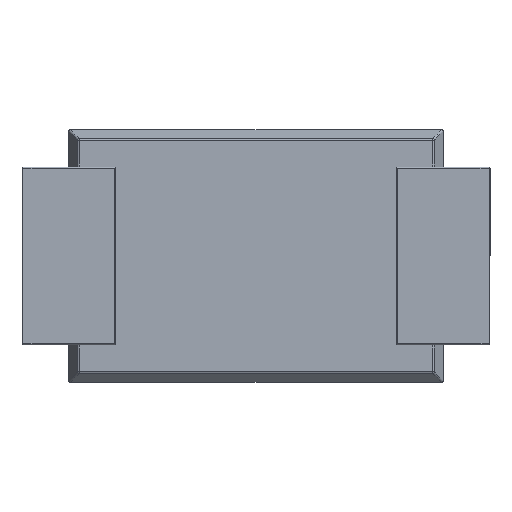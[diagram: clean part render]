
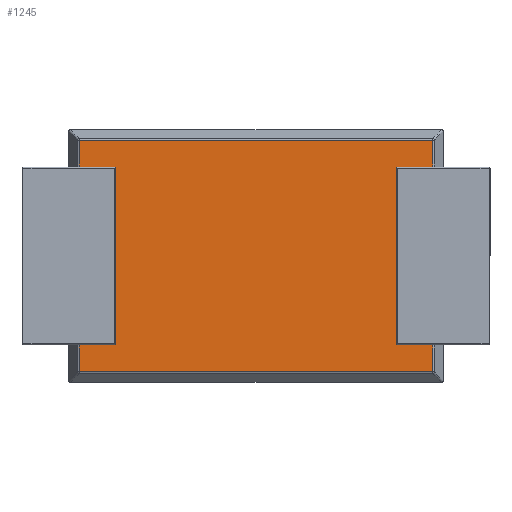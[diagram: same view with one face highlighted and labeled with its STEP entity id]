
A CAD part, front view. The second image highlights one B-rep face of the part: STEP entity #1245.
In plain terms, the highlighted planar face has unit normal (0, -1, 0).
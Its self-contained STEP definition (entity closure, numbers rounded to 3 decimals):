
#50 = CARTESIAN_POINT ( 'NONE',  ( 0., 0., 0. ) ) ;
#307 = VERTEX_POINT ( 'NONE', #5168 ) ;
#368 = LINE ( 'NONE', #6355, #7396 ) ;
#530 = EDGE_CURVE ( 'NONE', #1068, #9921, #5714, .T. ) ;
#796 = CARTESIAN_POINT ( 'NONE',  ( -1.888, 0., -1.238 ) ) ;
#815 = VERTEX_POINT ( 'NONE', #821 ) ;
#821 = CARTESIAN_POINT ( 'NONE',  ( -1.5, 0., 0.95 ) ) ;
#947 = VECTOR ( 'NONE', #7559, 1000. ) ;
#980 = VERTEX_POINT ( 'NONE', #5680 ) ;
#999 = VERTEX_POINT ( 'NONE', #4003 ) ;
#1068 = VERTEX_POINT ( 'NONE', #4338 ) ;
#1149 = ORIENTED_EDGE ( 'NONE', *, *, #9122, .T. ) ;
#1245 = ADVANCED_FACE ( 'NONE', ( #8597 ), #2841, .F. ) ;
#1289 = VERTEX_POINT ( 'NONE', #8761 ) ;
#1690 = LINE ( 'NONE', #5104, #10293 ) ;
#1699 = DIRECTION ( 'NONE',  ( 0., 0., 1. ) ) ;
#1836 = VECTOR ( 'NONE', #1699, 1000. ) ;
#1954 = VECTOR ( 'NONE', #3967, 1000. ) ;
#2034 = EDGE_LOOP ( 'NONE', ( #7892, #3229, #6669, #9650, #3247, #10124, #9756, #8668, #5028, #7736, #10304, #1149 ) ) ;
#2336 = EDGE_CURVE ( 'NONE', #3082, #307, #4967, .T. ) ;
#2378 = VECTOR ( 'NONE', #8164, 1000. ) ;
#2395 = DIRECTION ( 'NONE',  ( 1., 0., 0. ) ) ;
#2841 = PLANE ( 'NONE',  #6295 ) ;
#2910 = CARTESIAN_POINT ( 'NONE',  ( 1.5, 0., -0.95 ) ) ;
#3082 = VERTEX_POINT ( 'NONE', #3275 ) ;
#3229 = ORIENTED_EDGE ( 'NONE', *, *, #7826, .T. ) ;
#3247 = ORIENTED_EDGE ( 'NONE', *, *, #5136, .T. ) ;
#3275 = CARTESIAN_POINT ( 'NONE',  ( -1.5, 0., -0.95 ) ) ;
#3393 = VERTEX_POINT ( 'NONE', #4599 ) ;
#3461 = DIRECTION ( 'NONE',  ( 0., 0., 1. ) ) ;
#3556 = CARTESIAN_POINT ( 'NONE',  ( 1.5, 0., 0. ) ) ;
#3588 = EDGE_CURVE ( 'NONE', #6590, #1289, #10856, .T. ) ;
#3967 = DIRECTION ( 'NONE',  ( -1., 0., 0. ) ) ;
#4003 = CARTESIAN_POINT ( 'NONE',  ( 1.888, 0., -1.238 ) ) ;
#4144 = CARTESIAN_POINT ( 'NONE',  ( 1.888, 0., 1.25 ) ) ;
#4338 = CARTESIAN_POINT ( 'NONE',  ( 1.888, 0., -0.95 ) ) ;
#4599 = CARTESIAN_POINT ( 'NONE',  ( 1.888, 0., 1.238 ) ) ;
#4712 = CARTESIAN_POINT ( 'NONE',  ( -1.888, 0., 0.95 ) ) ;
#4967 = LINE ( 'NONE', #8169, #1954 ) ;
#5002 = EDGE_CURVE ( 'NONE', #9921, #6590, #7646, .T. ) ;
#5028 = ORIENTED_EDGE ( 'NONE', *, *, #5002, .T. ) ;
#5104 = CARTESIAN_POINT ( 'NONE',  ( -1.888, 0., -1.25 ) ) ;
#5110 = CARTESIAN_POINT ( 'NONE',  ( -1.9, 0., 1.238 ) ) ;
#5136 = EDGE_CURVE ( 'NONE', #307, #10263, #368, .T. ) ;
#5168 = CARTESIAN_POINT ( 'NONE',  ( -1.888, 0., -0.95 ) ) ;
#5540 = CARTESIAN_POINT ( 'NONE',  ( 0., 0., -0.95 ) ) ;
#5619 = VECTOR ( 'NONE', #9455, 1000. ) ;
#5680 = CARTESIAN_POINT ( 'NONE',  ( -1.888, 0., 1.238 ) ) ;
#5714 = LINE ( 'NONE', #5540, #7560 ) ;
#5746 = LINE ( 'NONE', #9243, #10479 ) ;
#5923 = EDGE_CURVE ( 'NONE', #980, #9515, #1690, .T. ) ;
#6295 = AXIS2_PLACEMENT_3D ( 'NONE', #50, #9524, #3461 ) ;
#6355 = CARTESIAN_POINT ( 'NONE',  ( -1.888, 0., -1.25 ) ) ;
#6377 = EDGE_CURVE ( 'NONE', #10263, #999, #5746, .T. ) ;
#6567 = DIRECTION ( 'NONE',  ( -1., 0., 0. ) ) ;
#6590 = VERTEX_POINT ( 'NONE', #7846 ) ;
#6669 = ORIENTED_EDGE ( 'NONE', *, *, #6747, .T. ) ;
#6729 = CARTESIAN_POINT ( 'NONE',  ( 0., 0., 0.95 ) ) ;
#6747 = EDGE_CURVE ( 'NONE', #815, #3082, #8451, .T. ) ;
#7078 = VECTOR ( 'NONE', #9317, 1000. ) ;
#7308 = DIRECTION ( 'NONE',  ( 0., 0., 1. ) ) ;
#7396 = VECTOR ( 'NONE', #10608, 1000. ) ;
#7406 = VECTOR ( 'NONE', #7308, 1000. ) ;
#7485 = CARTESIAN_POINT ( 'NONE',  ( 0., 0., 0.95 ) ) ;
#7559 = DIRECTION ( 'NONE',  ( 0., 0., -1. ) ) ;
#7560 = VECTOR ( 'NONE', #6567, 1000. ) ;
#7646 = LINE ( 'NONE', #3556, #1836 ) ;
#7689 = DIRECTION ( 'NONE',  ( 0., 0., -1. ) ) ;
#7736 = ORIENTED_EDGE ( 'NONE', *, *, #3588, .T. ) ;
#7745 = LINE ( 'NONE', #5110, #5619 ) ;
#7826 = EDGE_CURVE ( 'NONE', #9515, #815, #8327, .T. ) ;
#7846 = CARTESIAN_POINT ( 'NONE',  ( 1.5, 0., 0.95 ) ) ;
#7892 = ORIENTED_EDGE ( 'NONE', *, *, #5923, .T. ) ;
#8164 = DIRECTION ( 'NONE',  ( 1., 0., 0. ) ) ;
#8169 = CARTESIAN_POINT ( 'NONE',  ( 0., 0., -0.95 ) ) ;
#8327 = LINE ( 'NONE', #7485, #2378 ) ;
#8391 = EDGE_CURVE ( 'NONE', #999, #1068, #8799, .T. ) ;
#8451 = LINE ( 'NONE', #10096, #947 ) ;
#8597 = FACE_OUTER_BOUND ( 'NONE', #2034, .T. ) ;
#8668 = ORIENTED_EDGE ( 'NONE', *, *, #530, .T. ) ;
#8761 = CARTESIAN_POINT ( 'NONE',  ( 1.888, 0., 0.95 ) ) ;
#8799 = LINE ( 'NONE', #10762, #7406 ) ;
#8858 = VECTOR ( 'NONE', #2395, 1000. ) ;
#9122 = EDGE_CURVE ( 'NONE', #3393, #980, #7745, .T. ) ;
#9137 = DIRECTION ( 'NONE',  ( 1., 0., 0. ) ) ;
#9158 = LINE ( 'NONE', #4144, #7078 ) ;
#9243 = CARTESIAN_POINT ( 'NONE',  ( 1.9, 0., -1.238 ) ) ;
#9317 = DIRECTION ( 'NONE',  ( 0., 0., 1. ) ) ;
#9455 = DIRECTION ( 'NONE',  ( -1., 0., 0. ) ) ;
#9515 = VERTEX_POINT ( 'NONE', #4712 ) ;
#9524 = DIRECTION ( 'NONE',  ( 0., 1., 0. ) ) ;
#9650 = ORIENTED_EDGE ( 'NONE', *, *, #2336, .T. ) ;
#9756 = ORIENTED_EDGE ( 'NONE', *, *, #8391, .T. ) ;
#9921 = VERTEX_POINT ( 'NONE', #2910 ) ;
#10096 = CARTESIAN_POINT ( 'NONE',  ( -1.5, 0., 0. ) ) ;
#10124 = ORIENTED_EDGE ( 'NONE', *, *, #6377, .T. ) ;
#10263 = VERTEX_POINT ( 'NONE', #796 ) ;
#10293 = VECTOR ( 'NONE', #7689, 1000. ) ;
#10304 = ORIENTED_EDGE ( 'NONE', *, *, #10494, .T. ) ;
#10479 = VECTOR ( 'NONE', #9137, 1000. ) ;
#10494 = EDGE_CURVE ( 'NONE', #1289, #3393, #9158, .T. ) ;
#10608 = DIRECTION ( 'NONE',  ( 0., 0., -1. ) ) ;
#10762 = CARTESIAN_POINT ( 'NONE',  ( 1.888, 0., 1.25 ) ) ;
#10856 = LINE ( 'NONE', #6729, #8858 ) ;
